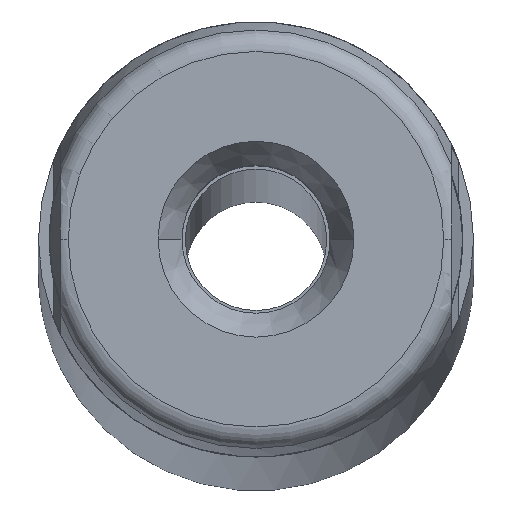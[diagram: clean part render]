
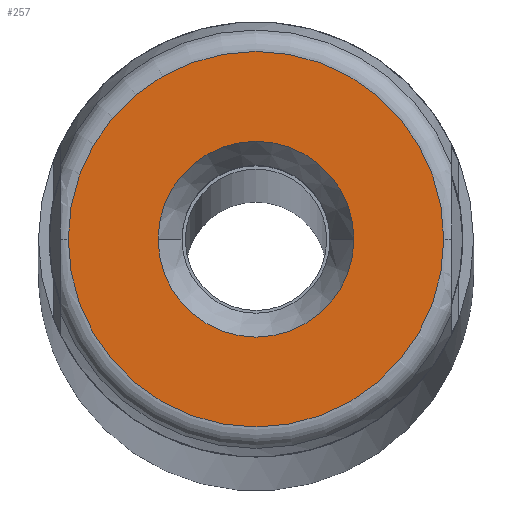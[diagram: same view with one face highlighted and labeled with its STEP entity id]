
A CAD part, top view. The second image highlights one B-rep face of the part: STEP entity #257.
In plain terms, the highlighted planar face has unit normal (0, 0, 1).
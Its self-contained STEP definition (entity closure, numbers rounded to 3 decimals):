
#23 = VERTEX_POINT ( 'NONE', #610 ) ;
#31 = EDGE_CURVE ( 'NONE', #23, #294, #508, .T. ) ;
#62 = VERTEX_POINT ( 'NONE', #694 ) ;
#102 = VERTEX_POINT ( 'NONE', #790 ) ;
#148 = EDGE_CURVE ( 'NONE', #62, #102, #912, .T. ) ;
#240 = EDGE_LOOP ( 'NONE', ( #261, #260 ) ) ;
#253 = ORIENTED_EDGE ( 'NONE', *, *, #344, .T. ) ;
#257 = ADVANCED_FACE ( 'NONE', ( #1109, #1110 ), #1062, .F. ) ;
#260 = ORIENTED_EDGE ( 'NONE', *, *, #148, .F. ) ;
#261 = ORIENTED_EDGE ( 'NONE', *, *, #343, .F. ) ;
#292 = EDGE_LOOP ( 'NONE', ( #355, #253 ) ) ;
#294 = VERTEX_POINT ( 'NONE', #1184 ) ;
#343 = EDGE_CURVE ( 'NONE', #102, #62, #1320, .T. ) ;
#344 = EDGE_CURVE ( 'NONE', #294, #23, #1335, .T. ) ;
#355 = ORIENTED_EDGE ( 'NONE', *, *, #31, .T. ) ;
#508 = CIRCLE ( 'NONE', #526, 8.632 ) ;
#512 = DIRECTION ( 'NONE',  ( 1., 0., 0. ) ) ;
#524 = CARTESIAN_POINT ( 'NONE',  ( 0., 0., 0. ) ) ;
#526 = AXIS2_PLACEMENT_3D ( 'NONE', #524, #574, #512 ) ;
#574 = DIRECTION ( 'NONE',  ( 0., 0., 1. ) ) ;
#610 = CARTESIAN_POINT ( 'NONE',  ( 8.632, 0., 0. ) ) ;
#694 = CARTESIAN_POINT ( 'NONE',  ( -4.5, 0., 0. ) ) ;
#790 = CARTESIAN_POINT ( 'NONE',  ( 4.5, 0., 0. ) ) ;
#861 = CARTESIAN_POINT ( 'NONE',  ( 0., 0., 0. ) ) ;
#862 = DIRECTION ( 'NONE',  ( 0., 0., 1. ) ) ;
#876 = DIRECTION ( 'NONE',  ( 1., 0., 0. ) ) ;
#877 = AXIS2_PLACEMENT_3D ( 'NONE', #861, #862, #876 ) ;
#912 = CIRCLE ( 'NONE', #877, 4.5 ) ;
#1062 = PLANE ( 'NONE',  #1066 ) ;
#1066 = AXIS2_PLACEMENT_3D ( 'NONE', #1090, #1072, #1071 ) ;
#1071 = DIRECTION ( 'NONE',  ( -1., 0., 0. ) ) ;
#1072 = DIRECTION ( 'NONE',  ( 0., 0., -1. ) ) ;
#1090 = CARTESIAN_POINT ( 'NONE',  ( 0., 0., 0. ) ) ;
#1109 = FACE_BOUND ( 'NONE', #240, .T. ) ;
#1110 = FACE_OUTER_BOUND ( 'NONE', #292, .T. ) ;
#1184 = CARTESIAN_POINT ( 'NONE',  ( -8.632, 0., 0. ) ) ;
#1306 = DIRECTION ( 'NONE',  ( 1., 0., 0. ) ) ;
#1312 = DIRECTION ( 'NONE',  ( 0., 0., 1. ) ) ;
#1313 = AXIS2_PLACEMENT_3D ( 'NONE', #1319, #1312, #1306 ) ;
#1319 = CARTESIAN_POINT ( 'NONE',  ( 0., 0., 0. ) ) ;
#1320 = CIRCLE ( 'NONE', #1313, 4.5 ) ;
#1325 = CARTESIAN_POINT ( 'NONE',  ( 0., 0., 0. ) ) ;
#1330 = DIRECTION ( 'NONE',  ( 1., 0., 0. ) ) ;
#1331 = DIRECTION ( 'NONE',  ( 0., 0., 1. ) ) ;
#1332 = AXIS2_PLACEMENT_3D ( 'NONE', #1325, #1331, #1330 ) ;
#1335 = CIRCLE ( 'NONE', #1332, 8.632 ) ;
